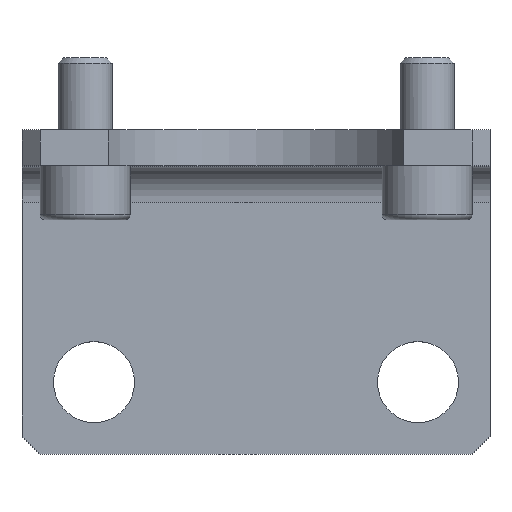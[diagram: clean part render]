
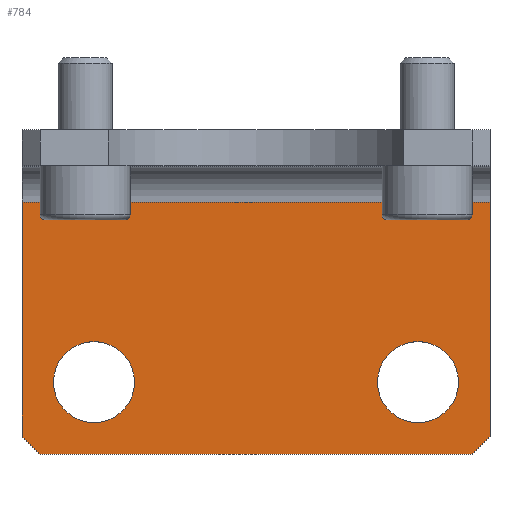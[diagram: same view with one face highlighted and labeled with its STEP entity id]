
A CAD part, top view. The second image highlights one B-rep face of the part: STEP entity #784.
In plain terms, the highlighted planar face has unit normal (0, 0, 1).
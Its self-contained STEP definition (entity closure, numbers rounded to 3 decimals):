
#46=FACE_BOUND('',#124,.T.);
#47=FACE_BOUND('',#125,.T.);
#72=FACE_OUTER_BOUND('',#123,.T.);
#123=EDGE_LOOP('',(#521,#522,#523,#524,#525,#526));
#124=EDGE_LOOP('',(#527));
#125=EDGE_LOOP('',(#528));
#197=CIRCLE('',#839,4.5);
#198=CIRCLE('',#840,4.5);
#229=LINE('',#1148,#288);
#231=LINE('',#1152,#290);
#232=LINE('',#1154,#291);
#233=LINE('',#1156,#292);
#234=LINE('',#1158,#293);
#235=LINE('',#1159,#294);
#288=VECTOR('',#929,2.828);
#290=VECTOR('',#933,26.);
#291=VECTOR('',#934,52.);
#292=VECTOR('',#935,26.);
#293=VECTOR('',#936,2.828);
#294=VECTOR('',#937,48.);
#350=VERTEX_POINT('',#1145);
#351=VERTEX_POINT('',#1147);
#352=VERTEX_POINT('',#1151);
#353=VERTEX_POINT('',#1153);
#354=VERTEX_POINT('',#1155);
#355=VERTEX_POINT('',#1157);
#356=VERTEX_POINT('',#1160);
#357=VERTEX_POINT('',#1162);
#422=EDGE_CURVE('',#350,#351,#229,.T.);
#424=EDGE_CURVE('',#352,#350,#231,.T.);
#425=EDGE_CURVE('',#353,#352,#232,.T.);
#426=EDGE_CURVE('',#353,#354,#233,.T.);
#427=EDGE_CURVE('',#355,#354,#234,.T.);
#428=EDGE_CURVE('',#351,#355,#235,.T.);
#429=EDGE_CURVE('',#356,#356,#197,.T.);
#430=EDGE_CURVE('',#357,#357,#198,.T.);
#521=ORIENTED_EDGE('',*,*,#422,.F.);
#522=ORIENTED_EDGE('',*,*,#424,.F.);
#523=ORIENTED_EDGE('',*,*,#425,.F.);
#524=ORIENTED_EDGE('',*,*,#426,.T.);
#525=ORIENTED_EDGE('',*,*,#427,.F.);
#526=ORIENTED_EDGE('',*,*,#428,.F.);
#527=ORIENTED_EDGE('',*,*,#429,.T.);
#528=ORIENTED_EDGE('',*,*,#430,.T.);
#703=PLANE('',#838);
#784=ADVANCED_FACE('',(#72,#46,#47),#703,.T.);
#838=AXIS2_PLACEMENT_3D('',#1150,#931,#932);
#839=AXIS2_PLACEMENT_3D('',#1161,#938,#939);
#840=AXIS2_PLACEMENT_3D('',#1163,#940,#941);
#929=DIRECTION('',(-0.707,-0.707,0.));
#931=DIRECTION('center_axis',(0.,0.,
1.));
#932=DIRECTION('ref_axis',(1.,0.,0.));
#933=DIRECTION('',(0.,-1.,0.));
#934=DIRECTION('',(1.,0.,0.));
#935=DIRECTION('',(0.,-1.,0.));
#936=DIRECTION('',(-0.707,0.707,0.));
#937=DIRECTION('',(-1.,0.,0.));
#938=DIRECTION('center_axis',(0.,0.,
-1.));
#939=DIRECTION('ref_axis',(0.,-1.,0.));
#940=DIRECTION('center_axis',(0.,0.,
-1.));
#941=DIRECTION('ref_axis',(0.,-1.,0.));
#1145=CARTESIAN_POINT('',(26.,-34.,4.));
#1147=CARTESIAN_POINT('',(24.,-36.,4.));
#1148=CARTESIAN_POINT('',(33.,-27.,4.));
#1150=CARTESIAN_POINT('Origin',(26.,-4.,4.));
#1151=CARTESIAN_POINT('',(26.,-8.,4.));
#1152=CARTESIAN_POINT('',(26.,-4.,4.));
#1153=CARTESIAN_POINT('',(-26.,-8.,4.));
#1154=CARTESIAN_POINT('',(26.,-8.,4.));
#1155=CARTESIAN_POINT('',(-26.,-34.,4.));
#1156=CARTESIAN_POINT('',(-26.,-4.,4.));
#1157=CARTESIAN_POINT('',(-24.,-36.,4.));
#1158=CARTESIAN_POINT('',(-20.,-40.,4.));
#1159=CARTESIAN_POINT('',(26.,-36.,4.));
#1160=CARTESIAN_POINT('',(18.,-23.5,4.));
#1161=CARTESIAN_POINT('Origin',(18.,-28.,4.));
#1162=CARTESIAN_POINT('',(-18.,-23.5,4.));
#1163=CARTESIAN_POINT('Origin',(-18.,-28.,4.));
